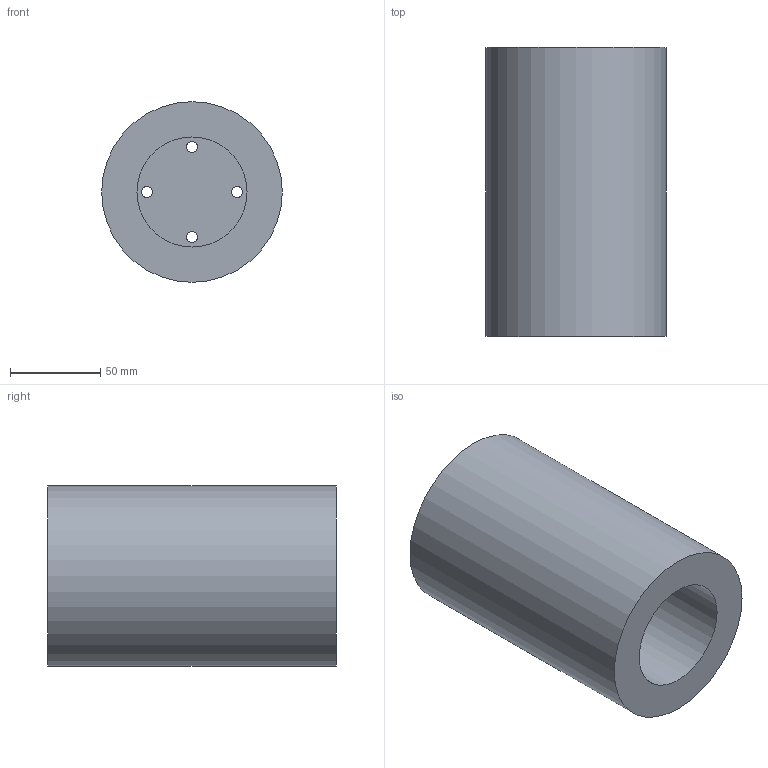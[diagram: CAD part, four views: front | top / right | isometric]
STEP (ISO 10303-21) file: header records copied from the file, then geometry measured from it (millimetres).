
FILE_DESCRIPTION(/* description */ (''),/* implementation_level */ '2;1');
FILE_NAME(/* name */ 'Lock.step',/* time_stamp */ '2017-02-06T16:42:52+01:00',/* author */ (''),/* organization */ (''),/* preprocessor_version */ 'ST-DEVELOPER v16.5',/* originating_system */ 'Autodesk Translation Framework v5.2.0.2920',/* authorisation */ '');
FILE_SCHEMA (('AUTOMOTIVE_DESIGN { 1 0 10303 214 3 1 1 }'));
Length unit declared in the file: millimetre
Products named in the file (2): Lock v4; Lock
Assembly tree (1 placements, depth 2):
  Lock v4
    Lock
Bounding box: 100 x 160 x 100 mm (x, y, z)
Volume: 927193.6 mm3; surface area: 91185.1 mm2
Topology: 1 solids, 1 shells, 17 faces, 34 edges, 24 vertices
Faces by surface type: cylinder 10, plane 7
Full cylindrical faces by diameter (mm): 6.2 x4, 10 x4, 61 x1, 100 x1
Entity records: 432 total; most frequent: DIRECTION 80, CARTESIAN_POINT 60, EDGE_LOOP 40, ORIENTED_EDGE 40, AXIS2_PLACEMENT_3D 40, FACE_BOUND 23, CIRCLE 20, VERTEX_POINT 20
